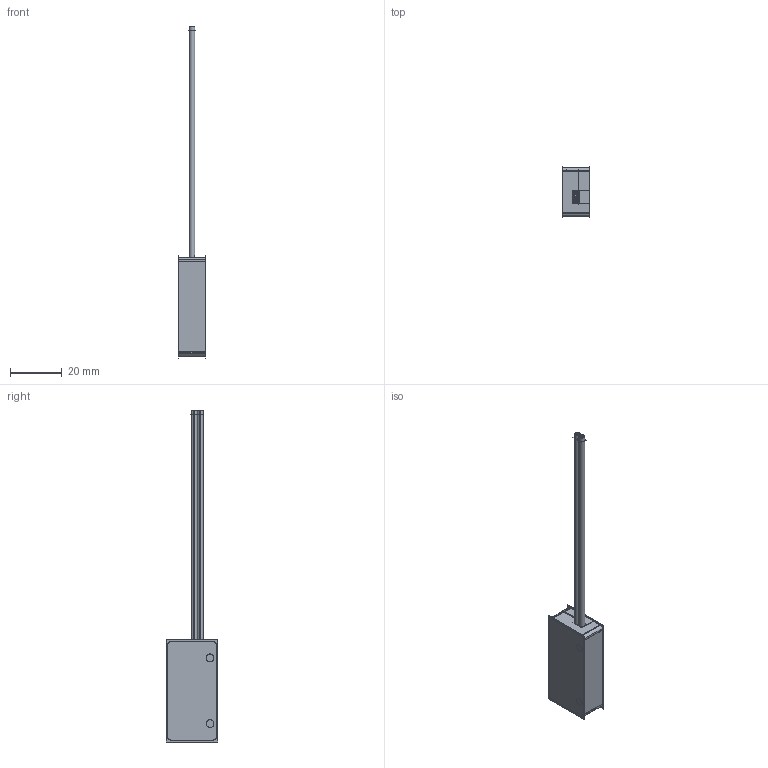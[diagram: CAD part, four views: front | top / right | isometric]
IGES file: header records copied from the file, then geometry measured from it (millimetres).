
Start section:  PTC IGES file: 188732.igs
Global section: file name: 188732.igs; native system: Creo Parametric by Parametric Technology Corporation; preprocessor: 2013230; author: pdmadmin; organization: Unknown; date: 20160112.152609; units: millimetre
Bounding box: 10.57 x 19.81 x 128.3 mm (x, y, z)
Volume: 5616.2 mm3; surface area: 38620.4 mm2
Topology: 50 solids, 50 shells, 778 faces, 3630 edges, 4604 vertices
Faces by surface type: revolution 424, bspline 354
